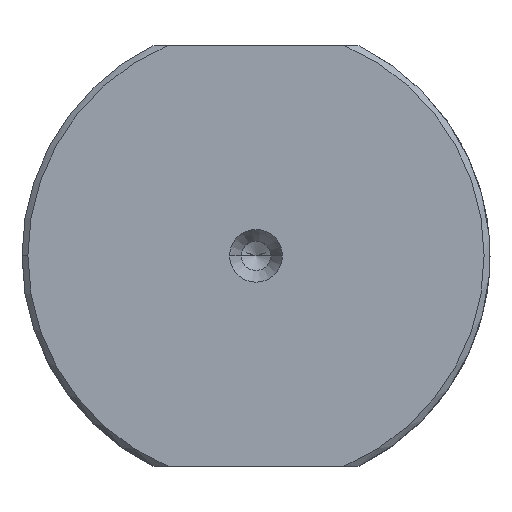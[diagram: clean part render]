
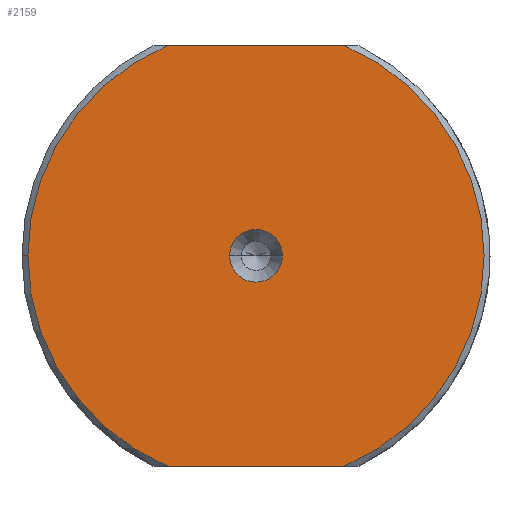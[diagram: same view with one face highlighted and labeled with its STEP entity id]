
A CAD part, top view. The second image highlights one B-rep face of the part: STEP entity #2159.
In plain terms, the highlighted planar face has unit normal (0, 0, 1).
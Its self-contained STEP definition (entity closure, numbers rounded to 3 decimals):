
#16 = EDGE_CURVE ( 'NONE', #2668, #2245, #397, .T. ) ;
#86 = EDGE_CURVE ( 'NONE', #103, #2668, #2044, .T. ) ;
#103 = VERTEX_POINT ( 'NONE', #2564 ) ;
#137 = PLANE ( 'NONE',  #2422 ) ;
#206 = ORIENTED_EDGE ( 'NONE', *, *, #857, .T. ) ;
#210 = CIRCLE ( 'NONE', #627, 2.25 ) ;
#212 = ORIENTED_EDGE ( 'NONE', *, *, #2190, .F. ) ;
#217 = CIRCLE ( 'NONE', #2506, 19.5 ) ;
#328 = EDGE_CURVE ( 'NONE', #2763, #103, #217, .T. ) ;
#351 = DIRECTION ( 'NONE',  ( 1., 0., 0. ) ) ;
#386 = CARTESIAN_POINT ( 'NONE',  ( -19.5, 0., 45. ) ) ;
#397 = CIRCLE ( 'NONE', #2426, 19.5 ) ;
#451 = CARTESIAN_POINT ( 'NONE',  ( 0., 0., 45. ) ) ;
#538 = VECTOR ( 'NONE', #2128, 1000. ) ;
#627 = AXIS2_PLACEMENT_3D ( 'NONE', #451, #2782, #2355 ) ;
#766 = CARTESIAN_POINT ( 'NONE',  ( 0., 0., 45. ) ) ;
#772 = CARTESIAN_POINT ( 'NONE',  ( -8.718, -18., 45. ) ) ;
#779 = CARTESIAN_POINT ( 'NONE',  ( 2.25, 0., 45. ) ) ;
#799 = CARTESIAN_POINT ( 'NONE',  ( 0., 0., 45. ) ) ;
#811 = CARTESIAN_POINT ( 'NONE',  ( 0., 0., 45. ) ) ;
#827 = CARTESIAN_POINT ( 'NONE',  ( 8.718, 18., 45. ) ) ;
#830 = EDGE_LOOP ( 'NONE', ( #1908, #212 ) ) ;
#852 = FACE_OUTER_BOUND ( 'NONE', #1987, .T. ) ;
#857 = EDGE_CURVE ( 'NONE', #2167, #2763, #2161, .T. ) ;
#972 = CARTESIAN_POINT ( 'NONE',  ( -7.5, 18., 45. ) ) ;
#1042 = VERTEX_POINT ( 'NONE', #779 ) ;
#1189 = DIRECTION ( 'NONE',  ( 0., 0., 1. ) ) ;
#1284 = FACE_BOUND ( 'NONE', #830, .T. ) ;
#1338 = ORIENTED_EDGE ( 'NONE', *, *, #328, .T. ) ;
#1343 = CIRCLE ( 'NONE', #2778, 2.25 ) ;
#1420 = CARTESIAN_POINT ( 'NONE',  ( 0., 0., 45. ) ) ;
#1479 = DIRECTION ( 'NONE',  ( 1., 0., 0. ) ) ;
#1547 = CARTESIAN_POINT ( 'NONE',  ( -2.25, 0., 45. ) ) ;
#1602 = VECTOR ( 'NONE', #2470, 1000. ) ;
#1604 = EDGE_CURVE ( 'NONE', #2245, #2167, #1762, .T. ) ;
#1612 = ORIENTED_EDGE ( 'NONE', *, *, #86, .T. ) ;
#1640 = DIRECTION ( 'NONE',  ( 1., 0., 0. ) ) ;
#1641 = ORIENTED_EDGE ( 'NONE', *, *, #1604, .T. ) ;
#1642 = DIRECTION ( 'NONE',  ( 0., 0., 1. ) ) ;
#1651 = AXIS2_PLACEMENT_3D ( 'NONE', #799, #1653, #2498 ) ;
#1653 = DIRECTION ( 'NONE',  ( 0., 0., 1. ) ) ;
#1762 = CIRCLE ( 'NONE', #1651, 19.5 ) ;
#1908 = ORIENTED_EDGE ( 'NONE', *, *, #2353, .F. ) ;
#1987 = EDGE_LOOP ( 'NONE', ( #1612, #2069, #1641, #206, #1338 ) ) ;
#2044 = LINE ( 'NONE', #827, #538 ) ;
#2069 = ORIENTED_EDGE ( 'NONE', *, *, #16, .T. ) ;
#2128 = DIRECTION ( 'NONE',  ( -1., 0., 0. ) ) ;
#2159 = ADVANCED_FACE ( 'NONE', ( #852, #1284 ), #137, .T. ) ;
#2161 = LINE ( 'NONE', #772, #1602 ) ;
#2167 = VERTEX_POINT ( 'NONE', #2501 ) ;
#2190 = EDGE_CURVE ( 'NONE', #1042, #2326, #1343, .T. ) ;
#2245 = VERTEX_POINT ( 'NONE', #386 ) ;
#2253 = CARTESIAN_POINT ( 'NONE',  ( 0., 0., 45. ) ) ;
#2262 = DIRECTION ( 'NONE',  ( 0., 0., 1. ) ) ;
#2326 = VERTEX_POINT ( 'NONE', #1547 ) ;
#2353 = EDGE_CURVE ( 'NONE', #2326, #1042, #210, .T. ) ;
#2355 = DIRECTION ( 'NONE',  ( 1., 0., 0. ) ) ;
#2422 = AXIS2_PLACEMENT_3D ( 'NONE', #766, #2262, #2694 ) ;
#2426 = AXIS2_PLACEMENT_3D ( 'NONE', #1420, #1642, #351 ) ;
#2470 = DIRECTION ( 'NONE',  ( 1., 0., 0. ) ) ;
#2483 = CARTESIAN_POINT ( 'NONE',  ( 7.5, -18., 45. ) ) ;
#2498 = DIRECTION ( 'NONE',  ( 1., 0., 0. ) ) ;
#2501 = CARTESIAN_POINT ( 'NONE',  ( -7.5, -18., 45. ) ) ;
#2506 = AXIS2_PLACEMENT_3D ( 'NONE', #2253, #1189, #1640 ) ;
#2550 = DIRECTION ( 'NONE',  ( 0., 0., 1. ) ) ;
#2564 = CARTESIAN_POINT ( 'NONE',  ( 7.5, 18., 45. ) ) ;
#2668 = VERTEX_POINT ( 'NONE', #972 ) ;
#2694 = DIRECTION ( 'NONE',  ( 1., 0., 0. ) ) ;
#2763 = VERTEX_POINT ( 'NONE', #2483 ) ;
#2778 = AXIS2_PLACEMENT_3D ( 'NONE', #811, #2550, #1479 ) ;
#2782 = DIRECTION ( 'NONE',  ( 0., 0., 1. ) ) ;
